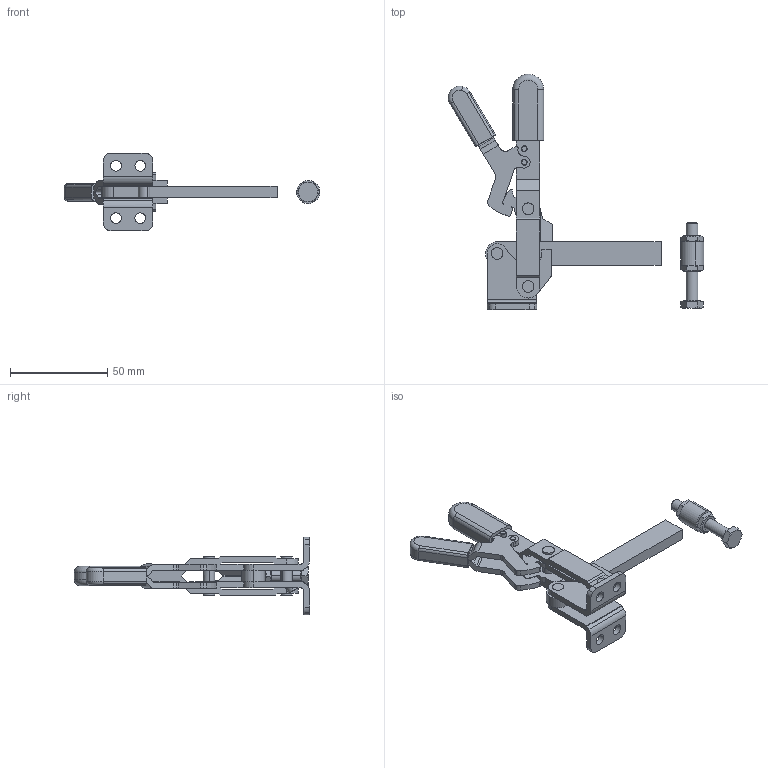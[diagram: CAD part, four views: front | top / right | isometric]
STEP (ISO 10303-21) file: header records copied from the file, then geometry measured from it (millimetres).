
FILE_DESCRIPTION(('CATIA V5 STEP Exchange'),'2;1');
FILE_NAME('VERTIKALSPANNER_TS_V_113_WB_SL_357849.stp','2018-08-16T12:07:44+00:00',('none'),('none'),'CATIA Version 5 Release 19 SP 9 (IN-10)','CATIA V5 STEP AP214','none');
FILE_SCHEMA(('AUTOMOTIVE_DESIGN { 1 0 10303 214 1 1 1 1 }'));
Length unit declared in the file: millimetre
Products named in the file (1): VERTIKALSPANNER_TS_V_113_WB_SL_357849
Bounding box: 131.76 x 121.36 x 40 mm (x, y, z)
Volume: 34007.7 mm3; surface area: 23374.8 mm2
Topology: 2 solids, 3 shells, 362 faces, 1073 edges, 718 vertices
Faces by surface type: plane 168, cylinder 162, cone 26, torus 6
Entity records: 13490 total; most frequent: CARTESIAN_POINT 4081, ORIENTED_EDGE 2146, DIRECTION 1567, EDGE_CURVE 1073, VERTEX_POINT 718, AXIS2_PLACEMENT_3D 650, VECTOR 567, LINE 567
